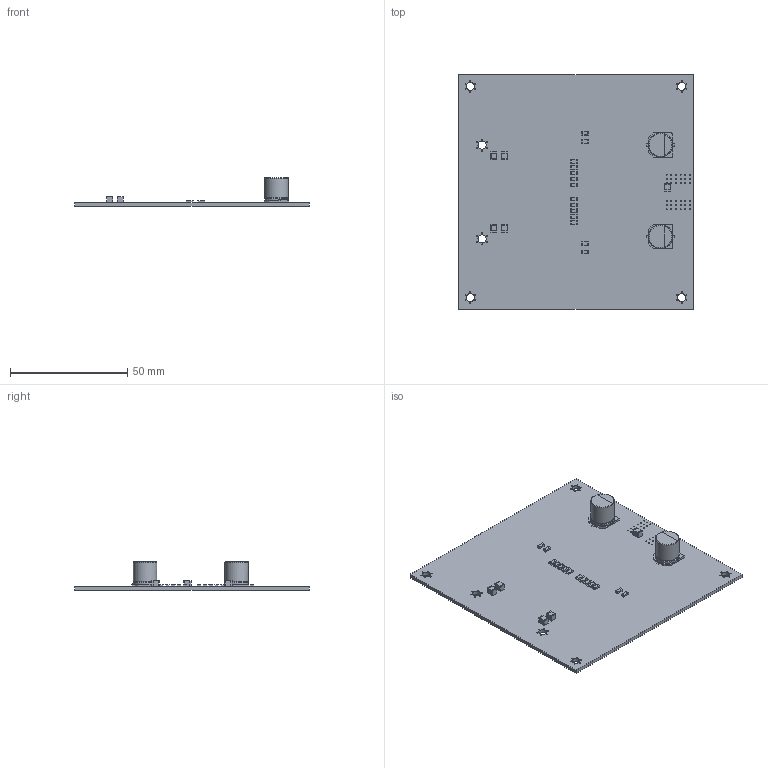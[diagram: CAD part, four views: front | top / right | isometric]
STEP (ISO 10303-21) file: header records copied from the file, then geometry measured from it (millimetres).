
FILE_DESCRIPTION(('KiCad electronic assembly'),'2;1');
FILE_NAME('RF_output.step','2020-10-21T00:40:49',('An Author'),( 'A Company'),'Open CASCADE STEP processor 6.9', 'KiCad to STEP converter','Unknown');
FILE_SCHEMA(('AUTOMOTIVE_DESIGN { 1 0 10303 214 1 1 1 1 }'));
Length unit declared in the file: millimetre
Products named in the file (8): Open CASCADE STEP translator 6.9 1; CP_Elec_10x10.5; SOLID; C_1210; C_1206; COMPOUND
Assembly tree (25 placements, depth 3):
  Open CASCADE STEP translator 6.9 1
    CP_Elec_10x10.5  x2
      SOLID
    C_1210  x5
      SOLID
    C_1206  x14
      SOLID
    COMPOUND
Bounding box: 100 x 100 x 12.15 mm (x, y, z)
Volume: 17698 mm3; surface area: 22346.3 mm2
Topology: 22 solids, 22 shells, 698 faces, 1820 edges, 1206 vertices
Faces by surface type: plane 358, cylinder 326, torus 8, bspline 4, revolution 2
Full cylindrical faces by diameter (mm): 0.4 x72, 3.5 x6, 10 x4
Entity records: 14725 total; most frequent: CARTESIAN_POINT 3380, DIRECTION 2069, LINE 1007, VECTOR 1007, ORIENTED_EDGE 986, PCURVE 986, DEFINITIONAL_REPRESENTATION 986, EDGE_CURVE 493
